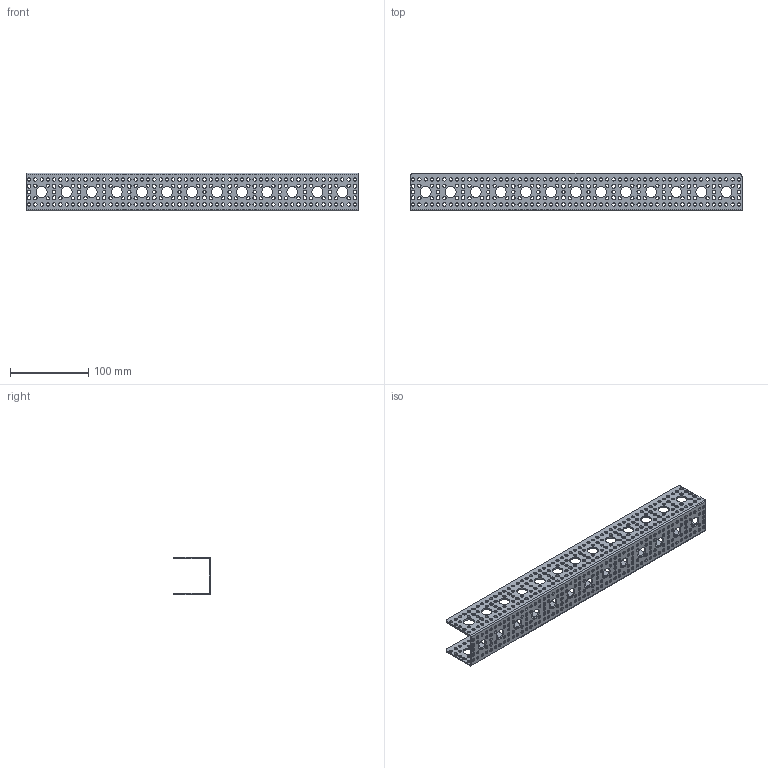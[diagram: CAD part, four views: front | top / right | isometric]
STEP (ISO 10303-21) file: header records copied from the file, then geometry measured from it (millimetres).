
FILE_DESCRIPTION (( 'STEP AP214' ), '1' );
FILE_NAME ('06-2424.STEP', '2025-08-25T09:03:08', ( '' ), ( '' ), 'SwSTEP 2.0', 'SolidWorks 2025', '' );
FILE_SCHEMA (( 'AUTOMOTIVE_DESIGN' ));
Length unit declared in the file: millimetre
Products named in the file (1): 06-2424
Bounding box: 424 x 48 x 48 mm (x, y, z)
Volume: 88716.2 mm3; surface area: 110516.5 mm2
Topology: 1 solids, 1 shells, 1490 faces, 4464 edges, 2976 vertices
Faces by surface type: cylinder 1312, plane 178
Entity records: 54331 total; most frequent: DIRECTION 10070, CARTESIAN_POINT 8931, ORIENTED_EDGE 8928, EDGE_CURVE 4464, AXIS2_PLACEMENT_3D 4115, VERTEX_POINT 2976, EDGE_LOOP 2768, CIRCLE 2624
